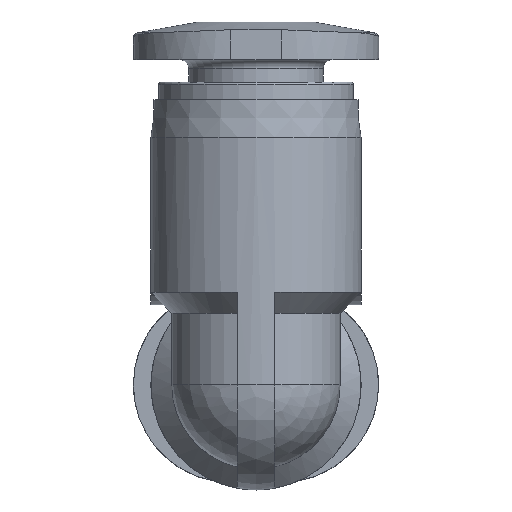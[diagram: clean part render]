
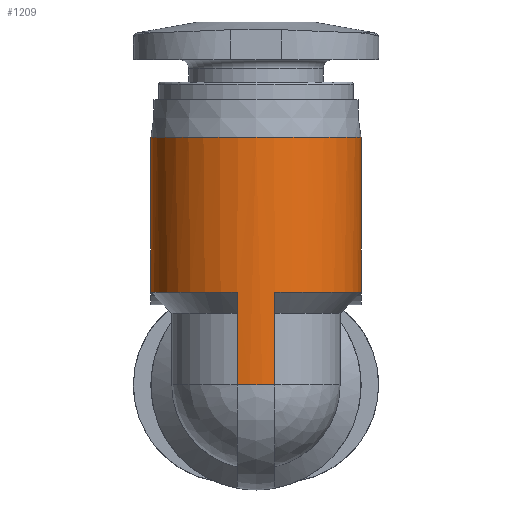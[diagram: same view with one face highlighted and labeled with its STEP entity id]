
A CAD part, left-side view. The second image highlights one B-rep face of the part: STEP entity #1209.
In plain terms, the highlighted cylindrical face has radius 4.2 mm (diameter 8.4 mm), a full revolution.
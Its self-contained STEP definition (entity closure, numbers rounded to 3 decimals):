
#60=LINE('',#1712,#80);
#61=LINE('',#1716,#81);
#80=VECTOR('',#1421,1000.);
#81=VECTOR('',#1424,1000.);
#99=B_SPLINE_CURVE_WITH_KNOTS('',3,(#1694,#1695,#1696,#1697,#1698,#1699,
#1700,#1701,#1702,#1703,#1704,#1705,#1706,#1707,#1708,#1709),
 .UNSPECIFIED.,.F.,.F.,(4,1,1,1,1,1,1,1,1,1,1,1,1,4),(0.001,
0.003,0.004,0.005,0.006,
0.006,0.008,0.01,0.01,
0.011,0.012,0.013,0.014,
0.014),.UNSPECIFIED.);
#127=ELLIPSE('',#1276,5.94,4.2);
#128=ELLIPSE('',#1280,5.94,4.2);
#143=ORIENTED_EDGE('',*,*,#361,.F.);
#144=ORIENTED_EDGE('',*,*,#362,.F.);
#145=ORIENTED_EDGE('',*,*,#360,.T.);
#146=ORIENTED_EDGE('',*,*,#363,.T.);
#147=ORIENTED_EDGE('',*,*,#364,.T.);
#148=ORIENTED_EDGE('',*,*,#365,.T.);
#149=ORIENTED_EDGE('',*,*,#366,.F.);
#150=ORIENTED_EDGE('',*,*,#367,.T.);
#151=ORIENTED_EDGE('',*,*,#354,.T.);
#354=EDGE_CURVE('',#464,#462,#127,.F.);
#360=EDGE_CURVE('',#463,#469,#128,.F.);
#361=EDGE_CURVE('',#470,#470,#546,.T.);
#362=EDGE_CURVE('',#463,#462,#99,.T.);
#363=EDGE_CURVE('',#469,#471,#547,.T.);
#364=EDGE_CURVE('',#471,#472,#60,.T.);
#365=EDGE_CURVE('',#472,#473,#548,.T.);
#366=EDGE_CURVE('',#474,#473,#61,.T.);
#367=EDGE_CURVE('',#474,#464,#549,.T.);
#462=VERTEX_POINT('',#1676);
#463=VERTEX_POINT('',#1677);
#464=VERTEX_POINT('',#1679);
#469=VERTEX_POINT('',#1689);
#470=VERTEX_POINT('',#1693);
#471=VERTEX_POINT('',#1711);
#472=VERTEX_POINT('',#1713);
#473=VERTEX_POINT('',#1715);
#474=VERTEX_POINT('',#1717);
#546=CIRCLE('',#1282,4.2);
#547=CIRCLE('',#1283,4.2);
#548=CIRCLE('',#1284,4.2);
#549=CIRCLE('',#1285,4.2);
#600=EDGE_LOOP('',(#143));
#601=EDGE_LOOP('',(#144,#145,#146,#147,#148,#149,#150,#151));
#691=FACE_BOUND('',#600,.T.);
#692=FACE_BOUND('',#601,.T.);
#780=CYLINDRICAL_SURFACE('',#1281,4.2);
#1209=ADVANCED_FACE('',(#691,#692),#780,.T.);
#1276=AXIS2_PLACEMENT_3D('',#1678,#1403,#1404);
#1280=AXIS2_PLACEMENT_3D('',#1690,#1413,#1414);
#1281=AXIS2_PLACEMENT_3D('',#1691,#1415,#1416);
#1282=AXIS2_PLACEMENT_3D('',#1692,#1417,#1418);
#1283=AXIS2_PLACEMENT_3D('',#1710,#1419,#1420);
#1284=AXIS2_PLACEMENT_3D('',#1714,#1422,#1423);
#1285=AXIS2_PLACEMENT_3D('',#1718,#1425,#1426);
#1403=DIRECTION('',(0.707,0.,-0.707));
#1404=DIRECTION('',(0.707,0.,0.707));
#1413=DIRECTION('',(0.707,0.,-0.707));
#1414=DIRECTION('',(0.707,0.,0.707));
#1415=DIRECTION('',(0.,0.,1.));
#1416=DIRECTION('',(1.,0.,0.));
#1417=DIRECTION('',(0.,0.,1.));
#1418=DIRECTION('',(1.,0.,0.));
#1419=DIRECTION('',(0.,0.,1.));
#1420=DIRECTION('',(1.,0.,0.));
#1421=DIRECTION('',(0.,0.,-1.));
#1422=DIRECTION('',(0.,0.,1.));
#1423=DIRECTION('',(1.,0.,0.));
#1424=DIRECTION('',(0.,0.,-1.));
#1425=DIRECTION('',(0.,0.,1.));
#1426=DIRECTION('',(1.,0.,0.));
#1676=CARTESIAN_POINT('',(3.962,-1.395,3.962));
#1677=CARTESIAN_POINT('',(3.962,1.395,3.962));
#1678=CARTESIAN_POINT('',(0.,0.,0.));
#1679=CARTESIAN_POINT('',(3.7,-1.987,3.7));
#1689=CARTESIAN_POINT('',(3.7,1.987,3.7));
#1690=CARTESIAN_POINT('',(0.,0.,0.));
#1691=CARTESIAN_POINT('',(0.,0.,14.5));
#1692=CARTESIAN_POINT('',(0.,0.,9.9));
#1693=CARTESIAN_POINT('',(4.2,0.,9.9));
#1694=CARTESIAN_POINT('',(3.962,1.395,3.962));
#1695=CARTESIAN_POINT('',(3.79,1.883,4.133));
#1696=CARTESIAN_POINT('',(3.386,2.512,4.612));
#1697=CARTESIAN_POINT('',(3.156,2.769,5.69));
#1698=CARTESIAN_POINT('',(3.261,2.654,6.526));
#1699=CARTESIAN_POINT('',(3.573,2.239,7.191));
#1700=CARTESIAN_POINT('',(4.027,1.375,7.74));
#1701=CARTESIAN_POINT('',(4.314,0.005,7.922));
#1702=CARTESIAN_POINT('',(4.029,-1.368,7.741));
#1703=CARTESIAN_POINT('',(3.577,-2.232,7.198));
#1704=CARTESIAN_POINT('',(3.264,-2.65,6.537));
#1705=CARTESIAN_POINT('',(3.156,-2.77,5.704));
#1706=CARTESIAN_POINT('',(3.323,-2.58,4.891));
#1707=CARTESIAN_POINT('',(3.66,-2.099,4.285));
#1708=CARTESIAN_POINT('',(3.874,-1.643,4.049));
#1709=CARTESIAN_POINT('',(3.962,-1.395,3.962));
#1710=CARTESIAN_POINT('',(0.,0.,3.7));
#1711=CARTESIAN_POINT('',(-4.132,0.75,3.7));
#1712=CARTESIAN_POINT('',(-4.132,0.75,3.7));
#1713=CARTESIAN_POINT('',(-4.132,0.75,0.));
#1714=CARTESIAN_POINT('',(0.,0.,0.));
#1715=CARTESIAN_POINT('',(-4.132,-0.75,0.));
#1716=CARTESIAN_POINT('',(-4.132,-0.75,3.7));
#1717=CARTESIAN_POINT('',(-4.132,-0.75,3.7));
#1718=CARTESIAN_POINT('',(0.,0.,3.7));
